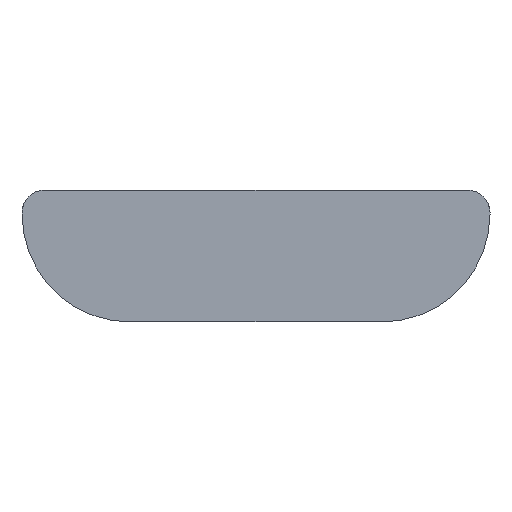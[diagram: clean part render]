
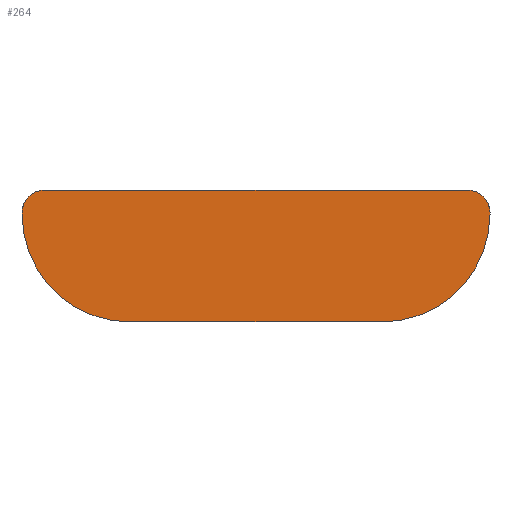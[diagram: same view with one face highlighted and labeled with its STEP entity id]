
A CAD part, top view. The second image highlights one B-rep face of the part: STEP entity #264.
In plain terms, the highlighted planar face has unit normal (0, 0, 1).
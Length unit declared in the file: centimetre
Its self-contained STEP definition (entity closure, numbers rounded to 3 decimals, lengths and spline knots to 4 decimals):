
#104=CIRCLE('',#268,1.9035);
#106=CIRCLE('',#272,1.9035);
#108=CIRCLE('',#276,0.4035);
#110=CIRCLE('',#280,0.4035);
#116=VERTEX_POINT('',#332);
#117=VERTEX_POINT('',#333);
#120=VERTEX_POINT('',#341);
#122=VERTEX_POINT('',#347);
#124=VERTEX_POINT('',#353);
#126=VERTEX_POINT('',#359);
#128=VERTEX_POINT('',#365);
#130=VERTEX_POINT('',#371);
#132=VECTOR('',#285,1.);
#137=VECTOR('',#297,1.);
#141=VECTOR('',#308,1.);
#145=VECTOR('',#319,1.);
#148=LINE('',#331,#132);
#153=LINE('',#346,#137);
#157=LINE('',#358,#141);
#161=LINE('',#370,#145);
#164=EDGE_CURVE('',#116,#117,#148,.T.);
#168=EDGE_CURVE('',#117,#120,#104,.T.);
#171=EDGE_CURVE('',#120,#122,#153,.T.);
#174=EDGE_CURVE('',#122,#124,#106,.T.);
#177=EDGE_CURVE('',#124,#126,#157,.T.);
#180=EDGE_CURVE('',#126,#128,#108,.T.);
#183=EDGE_CURVE('',#128,#130,#161,.T.);
#186=EDGE_CURVE('',#130,#116,#110,.T.);
#220=ORIENTED_EDGE('',*,*,#164,.F.);
#221=ORIENTED_EDGE('',*,*,#186,.F.);
#222=ORIENTED_EDGE('',*,*,#183,.F.);
#223=ORIENTED_EDGE('',*,*,#180,.F.);
#224=ORIENTED_EDGE('',*,*,#177,.F.);
#225=ORIENTED_EDGE('',*,*,#174,.F.);
#226=ORIENTED_EDGE('',*,*,#171,.F.);
#227=ORIENTED_EDGE('',*,*,#168,.F.);
#244=EDGE_LOOP('',(#220,#221,#222,#223,#224,#225,#226,#227));
#254=FACE_BOUND('',#244,.T.);
#264=ADVANCED_FACE('',(#254),#384,.T.);
#268=AXIS2_PLACEMENT_3D('',#340,#291,#292);
#272=AXIS2_PLACEMENT_3D('',#352,#302,#303);
#276=AXIS2_PLACEMENT_3D('',#364,#313,#314);
#280=AXIS2_PLACEMENT_3D('',#376,#324,#325);
#282=AXIS2_PLACEMENT_3D('',#378,#328,$);
#285=DIRECTION('',(0.,-1.,0.));
#291=DIRECTION('',(0.,0.,-1.));
#292=DIRECTION('',(1.903,0.,0.));
#297=DIRECTION('',(-1.,0.,0.));
#302=DIRECTION('',(0.,0.,-1.));
#303=DIRECTION('',(1.903,0.,0.));
#308=DIRECTION('',(0.,1.,0.));
#313=DIRECTION('',(0.,0.,-1.));
#314=DIRECTION('',(0.403,0.,0.));
#319=DIRECTION('',(1.,0.,0.));
#324=DIRECTION('',(0.,0.,-1.));
#325=DIRECTION('',(0.403,0.,0.));
#328=DIRECTION('',(0.,0.,1.));
#331=CARTESIAN_POINT('',(4.1285,-0.4,0.2));
#332=CARTESIAN_POINT('',(4.1285,-0.4,0.2));
#333=CARTESIAN_POINT('',(4.1285,-0.42,0.2));
#340=CARTESIAN_POINT('',(2.225,-0.42,0.2));
#341=CARTESIAN_POINT('',(2.225,-2.3235,0.2));
#346=CARTESIAN_POINT('',(2.225,-2.3235,0.2));
#347=CARTESIAN_POINT('',(-2.225,-2.3235,0.2));
#352=CARTESIAN_POINT('',(-2.225,-0.42,0.2));
#353=CARTESIAN_POINT('',(-4.1285,-0.42,0.2));
#358=CARTESIAN_POINT('',(-4.1285,-0.42,0.2));
#359=CARTESIAN_POINT('',(-4.1285,-0.4,0.2));
#364=CARTESIAN_POINT('',(-3.725,-0.4,0.2));
#365=CARTESIAN_POINT('',(-3.725,0.0035,0.2));
#370=CARTESIAN_POINT('',(-3.725,0.0035,0.2));
#371=CARTESIAN_POINT('',(3.725,0.0035,0.2));
#376=CARTESIAN_POINT('',(3.725,-0.4,0.2));
#378=CARTESIAN_POINT('',(0.,-1.0489,0.2));
#384=PLANE('',#282);
